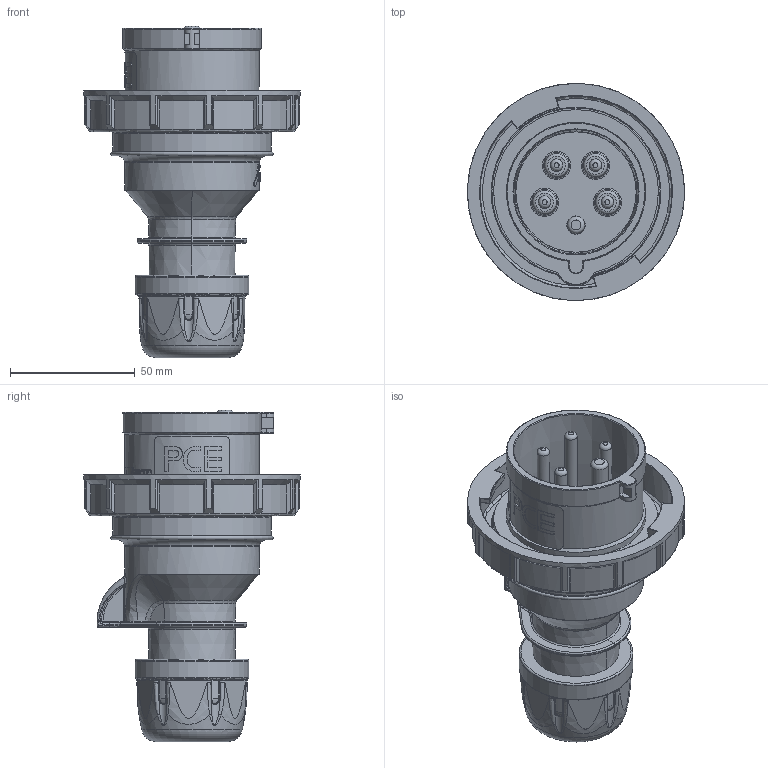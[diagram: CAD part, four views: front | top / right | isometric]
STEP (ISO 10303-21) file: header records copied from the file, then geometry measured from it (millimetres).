
FILE_DESCRIPTION (( 'STEP AP203' ), '1' );
FILE_NAME ('0152-6.STEP', '2017-11-23T10:05:59', ( '' ), ( '' ), 'SwSTEP 2.0', 'SolidWorks 2016', '' );
FILE_SCHEMA (( 'CONFIG_CONTROL_DESIGN' ));
Products named in the file (1): 0152-6
Bounding box: 86.97 x 86.97 x 132.69 mm (x, y, z)
Volume: 210807 mm3; surface area: 50968.7 mm2
Topology: 1 solids, 1 shells, 804 faces, 1992 edges, 1214 vertices
Faces by surface type: plane 245, bspline 210, cylinder 167, torus 94, cone 60, sphere 28
Full cylindrical faces by diameter (mm): 5 x4, 7 x1, 45.6 x1, 53.727 x1, 54 x1, 55.8 x1, 63.3 x1, 63.7 x1, 77 x1, 87 x1
Entity records: 33835 total; most frequent: CARTESIAN_POINT 17156, ORIENTED_EDGE 3766, DIRECTION 2985, EDGE_CURVE 1883, AXIS2_PLACEMENT_3D 1211, VERTEX_POINT 1173, EDGE_LOOP 894, FACE_OUTER_BOUND 842
